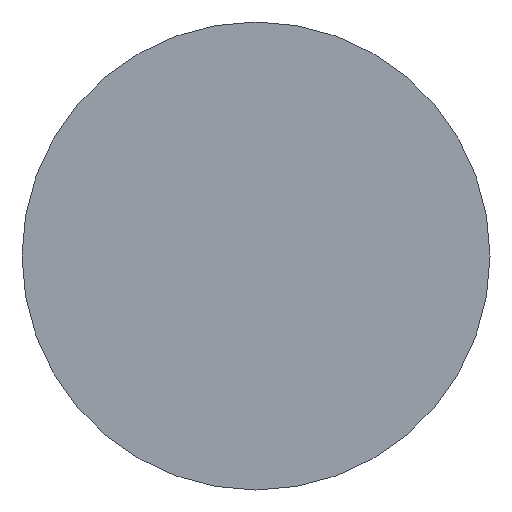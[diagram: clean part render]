
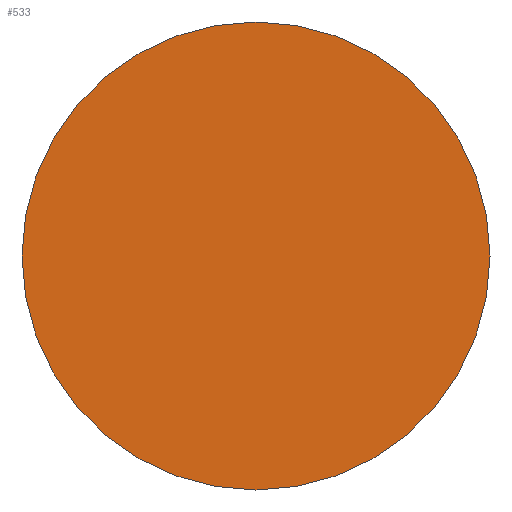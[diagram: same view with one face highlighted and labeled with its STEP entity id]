
A CAD part, front view. The second image highlights one B-rep face of the part: STEP entity #533.
In plain terms, the highlighted planar face has unit normal (0, -1, 0).
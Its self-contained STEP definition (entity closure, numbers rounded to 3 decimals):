
#127=FACE_OUTER_BOUND('',#165,.T.);
#165=EDGE_LOOP('',(#486,#487));
#204=CIRCLE('',#624,16.5);
#205=CIRCLE('',#625,16.5);
#255=VERTEX_POINT('',#992);
#256=VERTEX_POINT('',#993);
#331=EDGE_CURVE('',#255,#256,#204,.T.);
#332=EDGE_CURVE('',#256,#255,#205,.T.);
#486=ORIENTED_EDGE('',*,*,#331,.T.);
#487=ORIENTED_EDGE('',*,*,#332,.T.);
#500=PLANE('',#626);
#533=ADVANCED_FACE('',(#127),#500,.T.);
#624=AXIS2_PLACEMENT_3D('',#994,#781,#782);
#625=AXIS2_PLACEMENT_3D('',#995,#783,#784);
#626=AXIS2_PLACEMENT_3D('',#997,#786,#787);
#781=DIRECTION('center_axis',(0.,-1.,0.));
#782=DIRECTION('ref_axis',(1.,0.,0.));
#783=DIRECTION('center_axis',(0.,-1.,0.));
#784=DIRECTION('ref_axis',(1.,0.,0.));
#786=DIRECTION('center_axis',(0.,-1.,0.));
#787=DIRECTION('ref_axis',(0.,0.,-1.));
#992=CARTESIAN_POINT('',(16.5,0.,0.));
#993=CARTESIAN_POINT('',(-16.5,0.,0.));
#994=CARTESIAN_POINT('Origin',(0.,0.,0.));
#995=CARTESIAN_POINT('Origin',(0.,0.,0.));
#997=CARTESIAN_POINT('Origin',(16.084,0.,0.));
